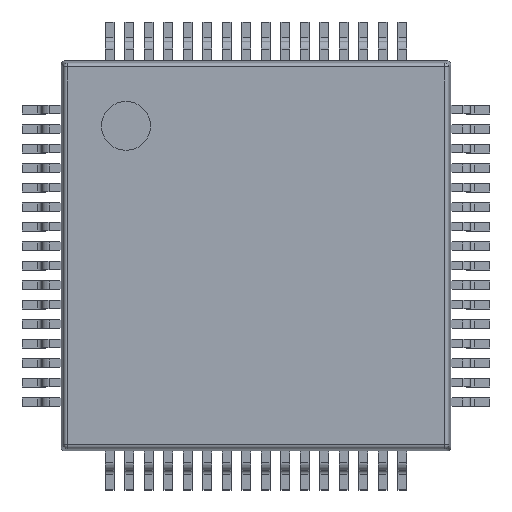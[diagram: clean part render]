
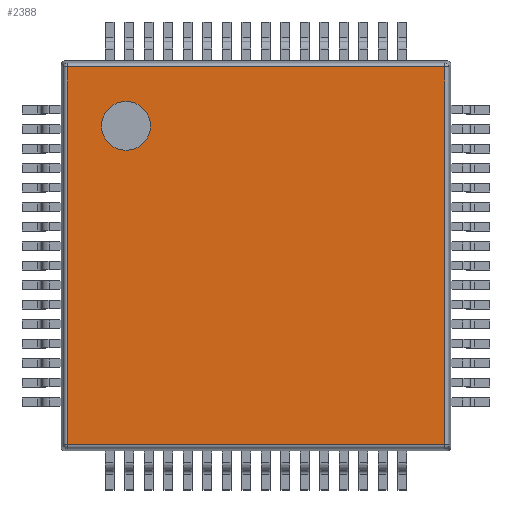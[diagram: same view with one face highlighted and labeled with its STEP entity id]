
A CAD part, top view. The second image highlights one B-rep face of the part: STEP entity #2388.
In plain terms, the highlighted planar face has unit normal (0, 0, 1).
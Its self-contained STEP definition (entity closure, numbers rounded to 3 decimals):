
#2212 = VERTEX_POINT('',#2213);
#2213 = CARTESIAN_POINT('',(0.156,0.156,1.6));
#2220 = EDGE_CURVE('',#2212,#2221,#2223,.T.);
#2221 = VERTEX_POINT('',#2222);
#2222 = CARTESIAN_POINT('',(0.156,9.844,1.6));
#2223 = LINE('',#2224,#2225);
#2224 = CARTESIAN_POINT('',(0.156,0.066,1.6));
#2225 = VECTOR('',#2226,1.);
#2226 = DIRECTION('',(0.,1.,0.));
#2263 = VERTEX_POINT('',#2264);
#2264 = CARTESIAN_POINT('',(9.844,0.156,1.6));
#2271 = EDGE_CURVE('',#2212,#2263,#2272,.T.);
#2272 = LINE('',#2273,#2274);
#2273 = CARTESIAN_POINT('',(0.066,0.156,1.6));
#2274 = VECTOR('',#2275,1.);
#2275 = DIRECTION('',(1.,0.,0.));
#2317 = EDGE_CURVE('',#2221,#2318,#2320,.T.);
#2318 = VERTEX_POINT('',#2319);
#2319 = CARTESIAN_POINT('',(9.844,9.844,1.6));
#2320 = LINE('',#2321,#2322);
#2321 = CARTESIAN_POINT('',(0.066,9.844,1.6));
#2322 = VECTOR('',#2323,1.);
#2323 = DIRECTION('',(1.,0.,0.));
#2348 = EDGE_CURVE('',#2263,#2318,#2349,.T.);
#2349 = LINE('',#2350,#2351);
#2350 = CARTESIAN_POINT('',(9.844,0.066,1.6));
#2351 = VECTOR('',#2352,1.);
#2352 = DIRECTION('',(0.,1.,0.));
#2388 = ADVANCED_FACE('',(#2389,#2395),#2406,.T.);
#2389 = FACE_BOUND('',#2390,.T.);
#2390 = EDGE_LOOP('',(#2391,#2392,#2393,#2394));
#2391 = ORIENTED_EDGE('',*,*,#2220,.F.);
#2392 = ORIENTED_EDGE('',*,*,#2271,.T.);
#2393 = ORIENTED_EDGE('',*,*,#2348,.T.);
#2394 = ORIENTED_EDGE('',*,*,#2317,.F.);
#2395 = FACE_BOUND('',#2396,.T.);
#2396 = EDGE_LOOP('',(#2397));
#2397 = ORIENTED_EDGE('',*,*,#2398,.F.);
#2398 = EDGE_CURVE('',#2399,#2399,#2401,.T.);
#2399 = VERTEX_POINT('',#2400);
#2400 = CARTESIAN_POINT('',(2.292,8.333,1.6));
#2401 = CIRCLE('',#2402,0.625);
#2402 = AXIS2_PLACEMENT_3D('',#2403,#2404,#2405);
#2403 = CARTESIAN_POINT('',(1.667,8.333,1.6));
#2404 = DIRECTION('',(0.,0.,1.));
#2405 = DIRECTION('',(1.,0.,0.));
#2406 = PLANE('',#2407);
#2407 = AXIS2_PLACEMENT_3D('',#2408,#2409,#2410);
#2408 = CARTESIAN_POINT('',(0.,0.,1.6));
#2409 = DIRECTION('',(0.,0.,1.));
#2410 = DIRECTION('',(1.,0.,0.));
